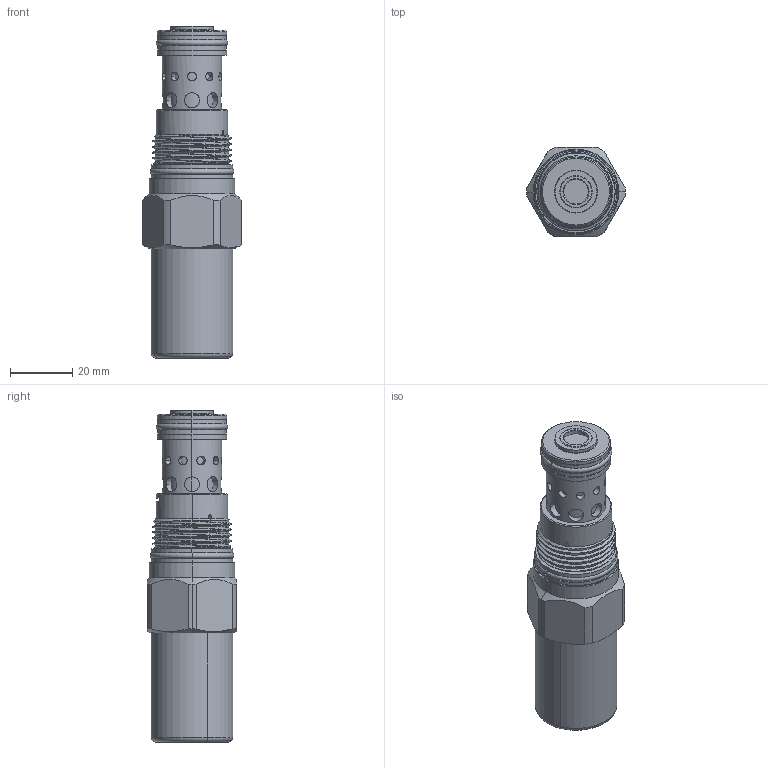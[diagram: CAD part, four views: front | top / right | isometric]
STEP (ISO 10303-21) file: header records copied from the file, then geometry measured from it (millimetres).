
FILE_DESCRIPTION (( 'STEP AP203' ), '1' );
FILE_NAME ('RC3A2G-C.STEP', '2020-04-15T02:40:11', ( '' ), ( '' ), 'SwSTEP 2.0', 'SolidWorks 2018', '' );
FILE_SCHEMA (( 'CONFIG_CONTROL_DESIGN' ));
Length unit declared in the file: millimetre
Products named in the file (1): RC3A2G-C
Bounding box: 31.6 x 28.59 x 106.4 mm (x, y, z)
Volume: 42774.5 mm3; surface area: 17973.1 mm2
Topology: 4 solids, 4 shells, 321 faces, 754 edges, 479 vertices
Faces by surface type: cylinder 189, plane 62, torus 32, cone 32, bspline 6
Entity records: 15111 total; most frequent: CARTESIAN_POINT 8016, ORIENTED_EDGE 1504, DIRECTION 1415, EDGE_CURVE 752, AXIS2_PLACEMENT_3D 588, VERTEX_POINT 479, EDGE_LOOP 365, ADVANCED_FACE 321
